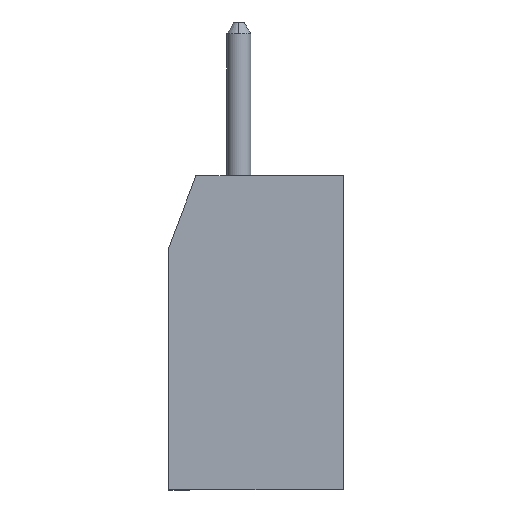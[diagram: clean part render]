
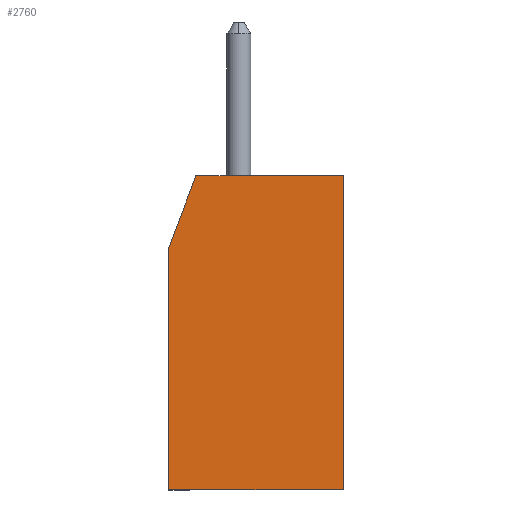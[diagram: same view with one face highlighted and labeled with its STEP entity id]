
A CAD part, left-side view. The second image highlights one B-rep face of the part: STEP entity #2760.
In plain terms, the highlighted planar face has unit normal (-1, 0, 0).
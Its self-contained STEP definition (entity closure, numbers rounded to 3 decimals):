
#31 = VECTOR ( 'NONE', #879, 1000. ) ;
#38 = CARTESIAN_POINT ( 'NONE',  ( -5.1, -2.55, 0. ) ) ;
#102 = DIRECTION ( 'NONE',  ( 0., 0.353, -0.936 ) ) ;
#220 = VERTEX_POINT ( 'NONE', #3340 ) ;
#239 = CARTESIAN_POINT ( 'NONE',  ( -5.1, 2.55, 0. ) ) ;
#244 = LINE ( 'NONE', #3123, #31 ) ;
#477 = VERTEX_POINT ( 'NONE', #992 ) ;
#568 = VECTOR ( 'NONE', #2895, 1000. ) ;
#678 = DIRECTION ( 'NONE',  ( 1., 0., 0. ) ) ;
#815 = VERTEX_POINT ( 'NONE', #239 ) ;
#825 = LINE ( 'NONE', #1125, #1740 ) ;
#848 = CARTESIAN_POINT ( 'NONE',  ( -5.1, 1.757, 9.2 ) ) ;
#879 = DIRECTION ( 'NONE',  ( 0., 0., -1. ) ) ;
#884 = VECTOR ( 'NONE', #1906, 1000. ) ;
#965 = LINE ( 'NONE', #3236, #568 ) ;
#976 = VECTOR ( 'NONE', #102, 1000. ) ;
#992 = CARTESIAN_POINT ( 'NONE',  ( -5.1, 2.55, 7.099 ) ) ;
#1125 = CARTESIAN_POINT ( 'NONE',  ( -5.1, -2.55, 9.2 ) ) ;
#1335 = AXIS2_PLACEMENT_3D ( 'NONE', #1884, #678, #4129 ) ;
#1418 = CARTESIAN_POINT ( 'NONE',  ( -5.1, 1.22, 10.623 ) ) ;
#1544 = ORIENTED_EDGE ( 'NONE', *, *, #4111, .F. ) ;
#1733 = EDGE_CURVE ( 'NONE', #477, #815, #965, .T. ) ;
#1740 = VECTOR ( 'NONE', #2083, 1000. ) ;
#1884 = CARTESIAN_POINT ( 'NONE',  ( -5.1, -2.55, 9.2 ) ) ;
#1906 = DIRECTION ( 'NONE',  ( 0., -1., 0. ) ) ;
#2036 = ORIENTED_EDGE ( 'NONE', *, *, #2423, .F. ) ;
#2083 = DIRECTION ( 'NONE',  ( 0., -1., 0. ) ) ;
#2097 = ORIENTED_EDGE ( 'NONE', *, *, #2737, .T. ) ;
#2246 = FACE_OUTER_BOUND ( 'NONE', #2783, .T. ) ;
#2423 = EDGE_CURVE ( 'NONE', #3325, #220, #825, .T. ) ;
#2557 = ORIENTED_EDGE ( 'NONE', *, *, #3650, .T. ) ;
#2737 = EDGE_CURVE ( 'NONE', #815, #3568, #3815, .T. ) ;
#2760 = ADVANCED_FACE ( 'NONE', ( #2246 ), #3852, .F. ) ;
#2783 = EDGE_LOOP ( 'NONE', ( #2036, #2557, #3994, #2097, #1544 ) ) ;
#2895 = DIRECTION ( 'NONE',  ( 0., 0., -1. ) ) ;
#3123 = CARTESIAN_POINT ( 'NONE',  ( -5.1, -2.55, 9.2 ) ) ;
#3236 = CARTESIAN_POINT ( 'NONE',  ( -5.1, 2.55, 9.2 ) ) ;
#3325 = VERTEX_POINT ( 'NONE', #848 ) ;
#3340 = CARTESIAN_POINT ( 'NONE',  ( -5.1, -2.55, 9.2 ) ) ;
#3568 = VERTEX_POINT ( 'NONE', #4113 ) ;
#3644 = LINE ( 'NONE', #1418, #976 ) ;
#3650 = EDGE_CURVE ( 'NONE', #3325, #477, #3644, .T. ) ;
#3815 = LINE ( 'NONE', #38, #884 ) ;
#3852 = PLANE ( 'NONE',  #1335 ) ;
#3994 = ORIENTED_EDGE ( 'NONE', *, *, #1733, .T. ) ;
#4111 = EDGE_CURVE ( 'NONE', #220, #3568, #244, .T. ) ;
#4113 = CARTESIAN_POINT ( 'NONE',  ( -5.1, -2.55, 0. ) ) ;
#4129 = DIRECTION ( 'NONE',  ( 0., 0., -1. ) ) ;
